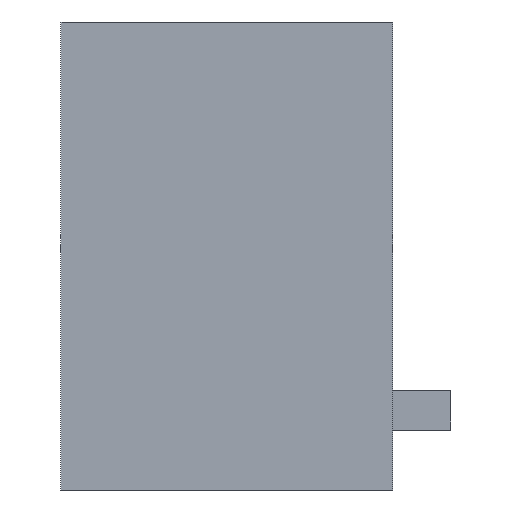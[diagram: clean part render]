
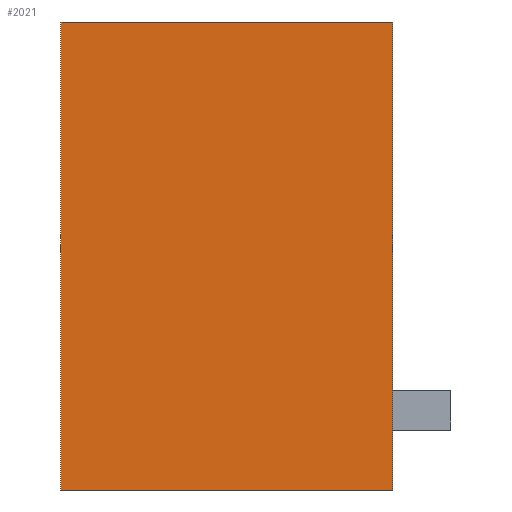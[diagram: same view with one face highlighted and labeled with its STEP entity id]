
A CAD part, left-side view. The second image highlights one B-rep face of the part: STEP entity #2021.
In plain terms, the highlighted planar face has unit normal (-1, 0, 0).
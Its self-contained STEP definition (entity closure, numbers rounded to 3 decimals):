
#2008=AXIS2_PLACEMENT_3D('Plane Axis2P3D',#2005,#2006,#2007) ;
#188=CARTESIAN_POINT('Vertex',(0.,1.5,12.)) ;
#191=CARTESIAN_POINT('Line Origine',(0.,1.5,6.)) ;
#195=CARTESIAN_POINT('Vertex',(0.,1.5,0.)) ;
#249=CARTESIAN_POINT('Line Origine',(0.,5.75,0.)) ;
#253=CARTESIAN_POINT('Vertex',(0.,10.,0.)) ;
#1385=CARTESIAN_POINT('Line Origine',(0.,5.75,12.)) ;
#1389=CARTESIAN_POINT('Vertex',(0.,10.,12.)) ;
#2005=CARTESIAN_POINT('Axis2P3D Location',(0.,0.,0.)) ;
#2010=CARTESIAN_POINT('Line Origine',(0.,10.,6.)) ;
#192=DIRECTION('Vector Direction',(0.,0.,-1.)) ;
#250=DIRECTION('Vector Direction',(0.,-1.,0.)) ;
#1386=DIRECTION('Vector Direction',(0.,1.,0.)) ;
#2006=DIRECTION('Axis2P3D Direction',(-1.,0.,0.)) ;
#2007=DIRECTION('Axis2P3D XDirection',(0.,0.,1.)) ;
#2011=DIRECTION('Vector Direction',(0.,0.,1.)) ;
#193=VECTOR('Line Direction',#192,1.) ;
#251=VECTOR('Line Direction',#250,1.) ;
#1387=VECTOR('Line Direction',#1386,1.) ;
#2012=VECTOR('Line Direction',#2011,1.) ;
#2016=ORIENTED_EDGE('',*,*,#255,.T.) ;
#2017=ORIENTED_EDGE('',*,*,#197,.T.) ;
#2018=ORIENTED_EDGE('',*,*,#1391,.T.) ;
#2019=ORIENTED_EDGE('',*,*,#2014,.T.) ;
#2021=ADVANCED_FACE('HOUSING',(#2020),#2009,.T.) ;
#197=EDGE_CURVE('',#196,#189,#194,.F.) ;
#255=EDGE_CURVE('',#254,#196,#252,.T.) ;
#1391=EDGE_CURVE('',#189,#1390,#1388,.T.) ;
#2014=EDGE_CURVE('',#1390,#254,#2013,.F.) ;
#2015=EDGE_LOOP('',(#2016,#2017,#2018,#2019)) ;
#2020=FACE_OUTER_BOUND('',#2015,.T.) ;
#194=LINE('Line',#191,#193) ;
#252=LINE('Line',#249,#251) ;
#1388=LINE('Line',#1385,#1387) ;
#2013=LINE('Line',#2010,#2012) ;
#2009=PLANE('',#2008) ;
#189=VERTEX_POINT('',#188) ;
#196=VERTEX_POINT('',#195) ;
#254=VERTEX_POINT('',#253) ;
#1390=VERTEX_POINT('',#1389) ;
